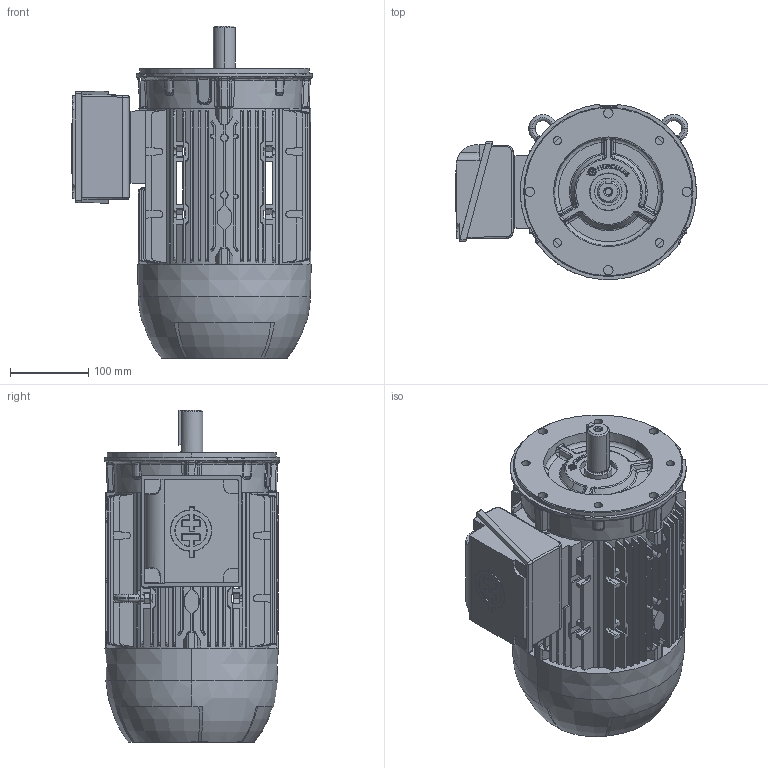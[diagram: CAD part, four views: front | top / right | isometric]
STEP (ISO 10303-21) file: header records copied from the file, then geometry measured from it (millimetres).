
FILE_DESCRIPTION (( 'STEP AP203' ), '1' );
FILE_NAME ('112L_SP_FC_RIGHT.STEP', '2022-06-28T16:43:26', ( '' ), ( '' ), 'SwSTEP 2.0', 'SolidWorks 2020', '' );
FILE_SCHEMA (( 'CONFIG_CONTROL_DESIGN' ));
Length unit declared in the file: millimetre
Products named in the file (1): 112L_SP_FC_RIGHT
Bounding box: 306.92 x 223.43 x 423.2 mm (x, y, z)
Surface area: 693845.2 mm2 (no closed solid volume)
Topology: 0 solids, 12 shells, 1843 faces, 5513 edges, 3654 vertices
Faces by surface type: plane 953, cylinder 373, bspline 213, cone 206, torus 96, sphere 2
Entity records: 71828 total; most frequent: CARTESIAN_POINT 26915, ORIENTED_EDGE 9970, DIRECTION 8065, EDGE_CURVE 5486, VERTEX_POINT 3654, VECTOR 2865, LINE 2865, AXIS2_PLACEMENT_3D 2600
